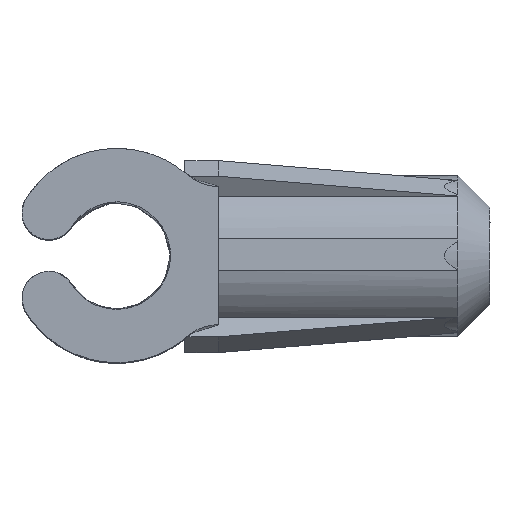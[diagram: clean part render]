
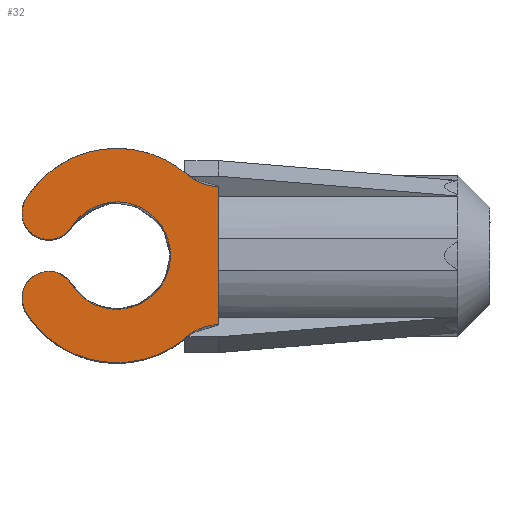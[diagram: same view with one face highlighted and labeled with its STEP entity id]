
A CAD part, top view. The second image highlights one B-rep face of the part: STEP entity #32.
In plain terms, the highlighted planar face has unit normal (0, 0, 1).
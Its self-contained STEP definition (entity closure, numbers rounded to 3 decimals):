
#32=ADVANCED_FACE($,(#85),#652,.T.);
#85=FACE_OUTER_BOUND($,#138,.T.);
#138=EDGE_LOOP($,(#259,#260));
#259=ORIENTED_EDGE($,*,*,#471,.F.);
#260=ORIENTED_EDGE($,*,*,#468,.T.);
#468=EDGE_CURVE($,#583,#582,#732,.T.);
#471=EDGE_CURVE($,#583,#582,#688,.T.);
#582=VERTEX_POINT($,#1811);
#583=VERTEX_POINT($,#1812);
#652=PLANE($,#919);
#688=(
BOUNDED_CURVE()
B_SPLINE_CURVE(2,(#1155,#1156,#1157,#1158,#1159,#1160,#1161,#1162,#1163,
#1164,#1165,#1166,#1167,#1168,#1169,#1170,#1171,#1172,#1173,#1174,#1175,
#1176,#1177,#1178,#1179,#1180,#1181,#1182,#1183),.UNSPECIFIED.,.F.,.F.)
B_SPLINE_CURVE_WITH_KNOTS((3,2,2,2,2,2,2,2,2,2,2,2,2,2,3),(7.368,
8.083,9.727,11.371,11.999,12.627,
14.531,17.524,20.516,22.42,23.049,
23.677,25.32,26.964,27.679),.UNSPECIFIED.)
CURVE()
GEOMETRIC_REPRESENTATION_ITEM()
RATIONAL_B_SPLINE_CURVE((1.,0.937,1.,0.908,1.,0.908,
1.,0.707,1.,0.707,0.864,0.814,
1.,0.707,1.,0.707,1.,0.814,1.,0.707,
1.,0.707,1.,0.908,1.,0.908,1.,0.937,
1.))
REPRESENTATION_ITEM($)
);
#732=B_SPLINE_CURVE_WITH_KNOTS($,3,(#1118,#1119,#1120,#1121),.UNSPECIFIED.,
.F.,.F.,(4,4),(8.178,10.765),.UNSPECIFIED.);
#919=AXIS2_PLACEMENT_3D($,#1613,#959,$);
#959=DIRECTION($,(0.,0.,1.));
#1118=CARTESIAN_POINT($,(223.52,-16.533,8.89));
#1119=CARTESIAN_POINT($,(223.52,-15.671,8.89));
#1120=CARTESIAN_POINT($,(223.52,-14.809,8.89));
#1121=CARTESIAN_POINT($,(223.52,-13.947,8.89));
#1155=CARTESIAN_POINT($,(223.52,-16.533,8.89));
#1156=CARTESIAN_POINT($,(223.184,-16.533,8.89));
#1157=CARTESIAN_POINT($,(222.93,-16.754,8.89));
#1158=CARTESIAN_POINT($,(222.233,-17.359,8.89));
#1159=CARTESIAN_POINT($,(221.32,-17.223,8.89));
#1160=CARTESIAN_POINT($,(220.407,-17.087,8.89));
#1161=CARTESIAN_POINT($,(219.917,-16.306,8.89));
#1162=CARTESIAN_POINT($,(219.651,-15.882,8.89));
#1163=CARTESIAN_POINT($,(220.074,-15.616,8.89));
#1164=CARTESIAN_POINT($,(220.498,-15.351,8.89));
#1165=CARTESIAN_POINT($,(220.764,-15.774,8.89));
#1166=CARTESIAN_POINT($,(221.059,-16.245,8.89));
#1167=CARTESIAN_POINT($,(221.615,-16.245,8.89));
#1168=CARTESIAN_POINT($,(222.62,-16.245,8.89));
#1169=CARTESIAN_POINT($,(222.62,-15.24,8.89));
#1170=CARTESIAN_POINT($,(222.62,-14.235,8.89));
#1171=CARTESIAN_POINT($,(221.615,-14.235,8.89));
#1172=CARTESIAN_POINT($,(221.059,-14.235,8.89));
#1173=CARTESIAN_POINT($,(220.764,-14.706,8.89));
#1174=CARTESIAN_POINT($,(220.498,-15.129,8.89));
#1175=CARTESIAN_POINT($,(220.074,-14.864,8.89));
#1176=CARTESIAN_POINT($,(219.651,-14.598,8.89));
#1177=CARTESIAN_POINT($,(219.917,-14.174,8.89));
#1178=CARTESIAN_POINT($,(220.407,-13.393,8.89));
#1179=CARTESIAN_POINT($,(221.32,-13.257,8.89));
#1180=CARTESIAN_POINT($,(222.233,-13.121,8.89));
#1181=CARTESIAN_POINT($,(222.93,-13.726,8.89));
#1182=CARTESIAN_POINT($,(223.184,-13.947,8.89));
#1183=CARTESIAN_POINT($,(223.52,-13.947,8.89));
#1613=CARTESIAN_POINT($,(219.803,-13.195,8.89));
#1811=CARTESIAN_POINT($,(223.52,-13.947,8.89));
#1812=CARTESIAN_POINT($,(223.52,-16.533,8.89));
